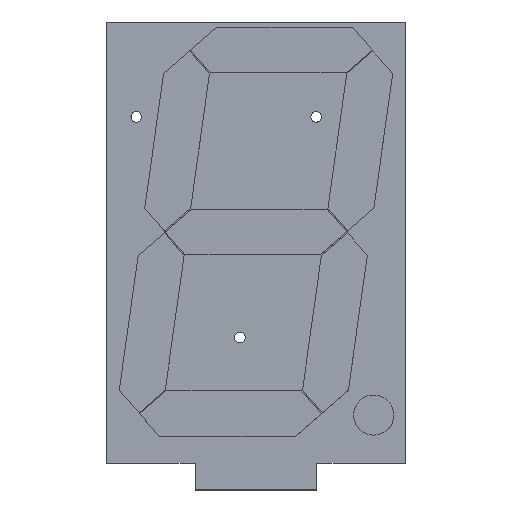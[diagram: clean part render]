
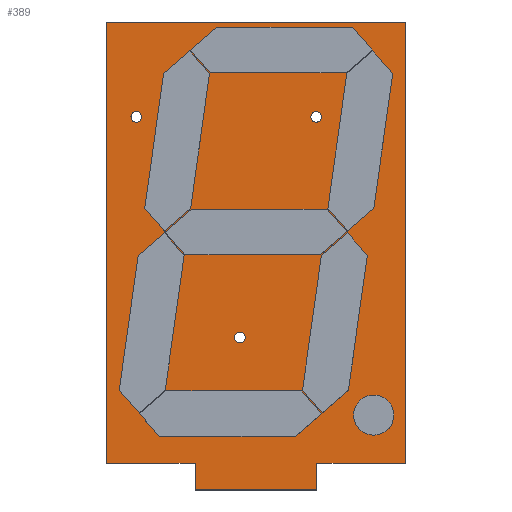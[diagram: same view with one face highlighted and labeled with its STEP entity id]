
A CAD part, top view. The second image highlights one B-rep face of the part: STEP entity #389.
In plain terms, the highlighted planar face has unit normal (0, 0, 1).
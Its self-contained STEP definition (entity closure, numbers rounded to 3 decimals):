
#24 = VERTEX_POINT('',#25);
#25 = CARTESIAN_POINT('',(-56.,78.5,1.5));
#31 = EDGE_CURVE('',#24,#32,#34,.T.);
#32 = VERTEX_POINT('',#33);
#33 = CARTESIAN_POINT('',(-56.,-86.5,1.5));
#34 = LINE('',#35,#36);
#35 = CARTESIAN_POINT('',(-56.,78.5,1.5));
#36 = VECTOR('',#37,1.);
#37 = DIRECTION('',(0.,-1.,0.));
#62 = EDGE_CURVE('',#32,#63,#65,.T.);
#63 = VERTEX_POINT('',#64);
#64 = CARTESIAN_POINT('',(-22.75,-86.5,1.5));
#65 = LINE('',#66,#67);
#66 = CARTESIAN_POINT('',(-56.,-86.5,1.5));
#67 = VECTOR('',#68,1.);
#68 = DIRECTION('',(1.,0.,0.));
#93 = EDGE_CURVE('',#63,#94,#96,.T.);
#94 = VERTEX_POINT('',#95);
#95 = CARTESIAN_POINT('',(-22.75,-96.5,1.5));
#96 = LINE('',#97,#98);
#97 = CARTESIAN_POINT('',(-22.75,-86.5,1.5));
#98 = VECTOR('',#99,1.);
#99 = DIRECTION('',(0.,-1.,0.));
#124 = EDGE_CURVE('',#94,#125,#127,.T.);
#125 = VERTEX_POINT('',#126);
#126 = CARTESIAN_POINT('',(22.75,-96.5,1.5));
#127 = LINE('',#128,#129);
#128 = CARTESIAN_POINT('',(-22.75,-96.5,1.5));
#129 = VECTOR('',#130,1.);
#130 = DIRECTION('',(1.,0.,0.));
#155 = EDGE_CURVE('',#125,#156,#158,.T.);
#156 = VERTEX_POINT('',#157);
#157 = CARTESIAN_POINT('',(22.75,-86.5,1.5));
#158 = LINE('',#159,#160);
#159 = CARTESIAN_POINT('',(22.75,-96.5,1.5));
#160 = VECTOR('',#161,1.);
#161 = DIRECTION('',(0.,1.,0.));
#186 = EDGE_CURVE('',#156,#187,#189,.T.);
#187 = VERTEX_POINT('',#188);
#188 = CARTESIAN_POINT('',(56.,-86.5,1.5));
#189 = LINE('',#190,#191);
#190 = CARTESIAN_POINT('',(22.75,-86.5,1.5));
#191 = VECTOR('',#192,1.);
#192 = DIRECTION('',(1.,0.,0.));
#219 = VERTEX_POINT('',#220);
#220 = CARTESIAN_POINT('',(56.,78.5,1.5));
#226 = EDGE_CURVE('',#219,#187,#227,.T.);
#227 = LINE('',#228,#229);
#228 = CARTESIAN_POINT('',(56.,78.5,1.5));
#229 = VECTOR('',#230,1.);
#230 = DIRECTION('',(0.,-1.,0.));
#248 = EDGE_CURVE('',#24,#219,#249,.T.);
#249 = LINE('',#250,#251);
#250 = CARTESIAN_POINT('',(-56.,78.5,1.5));
#251 = VECTOR('',#252,1.);
#252 = DIRECTION('',(1.,0.,0.));
#272 = VERTEX_POINT('',#273);
#273 = CARTESIAN_POINT('',(-4.,-39.5,1.5));
#279 = EDGE_CURVE('',#272,#272,#280,.T.);
#280 = CIRCLE('',#281,2.);
#281 = AXIS2_PLACEMENT_3D('',#282,#283,#284);
#282 = CARTESIAN_POINT('',(-6.,-39.5,1.5));
#283 = DIRECTION('',(0.,0.,1.));
#284 = DIRECTION('',(1.,0.,0.));
#305 = VERTEX_POINT('',#306);
#306 = CARTESIAN_POINT('',(24.5,43.,1.5));
#312 = EDGE_CURVE('',#305,#305,#313,.T.);
#313 = CIRCLE('',#314,2.);
#314 = AXIS2_PLACEMENT_3D('',#315,#316,#317);
#315 = CARTESIAN_POINT('',(22.5,43.,1.5));
#316 = DIRECTION('',(0.,0.,1.));
#317 = DIRECTION('',(1.,0.,0.));
#338 = VERTEX_POINT('',#339);
#339 = CARTESIAN_POINT('',(-42.75,43.,1.5));
#345 = EDGE_CURVE('',#338,#338,#346,.T.);
#346 = CIRCLE('',#347,2.);
#347 = AXIS2_PLACEMENT_3D('',#348,#349,#350);
#348 = CARTESIAN_POINT('',(-44.75,43.,1.5));
#349 = DIRECTION('',(0.,0.,1.));
#350 = DIRECTION('',(1.,0.,0.));
#389 = ADVANCED_FACE('',(#390,#400,#403,#406),#409,.T.);
#390 = FACE_BOUND('',#391,.T.);
#391 = EDGE_LOOP('',(#392,#393,#394,#395,#396,#397,#398,#399));
#392 = ORIENTED_EDGE('',*,*,#31,.T.);
#393 = ORIENTED_EDGE('',*,*,#62,.T.);
#394 = ORIENTED_EDGE('',*,*,#93,.T.);
#395 = ORIENTED_EDGE('',*,*,#124,.T.);
#396 = ORIENTED_EDGE('',*,*,#155,.T.);
#397 = ORIENTED_EDGE('',*,*,#186,.T.);
#398 = ORIENTED_EDGE('',*,*,#226,.F.);
#399 = ORIENTED_EDGE('',*,*,#248,.F.);
#400 = FACE_BOUND('',#401,.F.);
#401 = EDGE_LOOP('',(#402));
#402 = ORIENTED_EDGE('',*,*,#279,.T.);
#403 = FACE_BOUND('',#404,.F.);
#404 = EDGE_LOOP('',(#405));
#405 = ORIENTED_EDGE('',*,*,#312,.T.);
#406 = FACE_BOUND('',#407,.F.);
#407 = EDGE_LOOP('',(#408));
#408 = ORIENTED_EDGE('',*,*,#345,.T.);
#409 = PLANE('',#410);
#410 = AXIS2_PLACEMENT_3D('',#411,#412,#413);
#411 = CARTESIAN_POINT('',(-0.485,-6.639,1.5));
#412 = DIRECTION('',(0.,0.,1.));
#413 = DIRECTION('',(1.,0.,0.));
